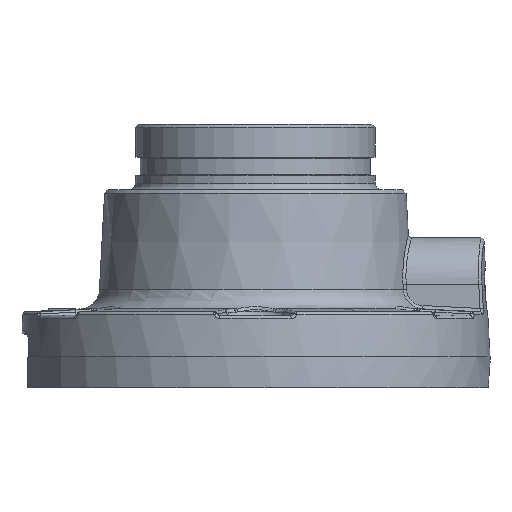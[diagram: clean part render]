
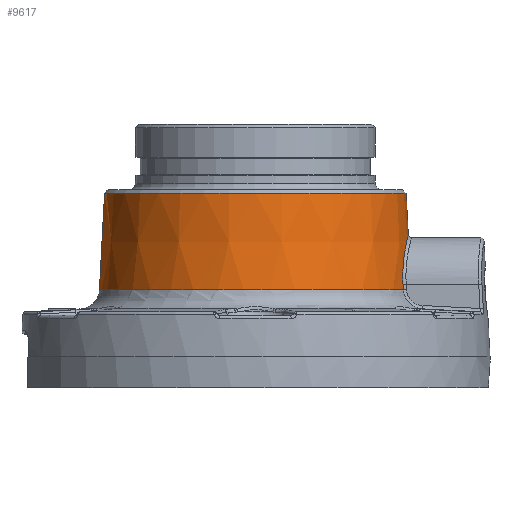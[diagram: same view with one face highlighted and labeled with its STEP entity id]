
A CAD part, left-side view. The second image highlights one B-rep face of the part: STEP entity #9617.
In plain terms, the highlighted conical face has half-angle 3 degrees and reference radius 73.044 mm.
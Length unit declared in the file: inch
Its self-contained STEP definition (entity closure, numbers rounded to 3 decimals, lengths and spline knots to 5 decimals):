
#2521=CARTESIAN_POINT('',(-0.91757,-2.77561,
1.94241));
#3110=CARTESIAN_POINT('',(0.,0.,3.75808));
#3111=DIRECTION('',(0.,0.,-1.));
#3112=DIRECTION('',(0.,-1.,0.));
#3113=AXIS2_PLACEMENT_3D('',#3110,#3111,#3112);
#3115=CARTESIAN_POINT('',(0.,-2.86898,
2.97976));
#3116=CARTESIAN_POINT('',(-0.05929,-2.86898,
2.97975));
#3117=CARTESIAN_POINT('',(-0.17615,-2.86595,
2.96824));
#3118=CARTESIAN_POINT('',(-0.34863,-2.85276,
2.91599));
#3119=CARTESIAN_POINT('',(-0.51011,-2.83271,
2.82899));
#3120=CARTESIAN_POINT('',(-0.65325,-2.8092,
2.70952));
#3121=CARTESIAN_POINT('',(-0.76963,-2.78706,
2.56384));
#3122=CARTESIAN_POINT('',(-0.85448,-2.77086,
2.40011));
#3123=CARTESIAN_POINT('',(-0.90614,-2.76393,
2.22325));
#3124=CARTESIAN_POINT('',(-0.9175,-2.76674,
2.1036));
#3125=CARTESIAN_POINT('',(-0.91753,-2.77008,
2.04276));
#3127=DIRECTION('',(0.,-0.055,-0.998));
#3128=VECTOR('',#3127,0.1005);
#3129=CARTESIAN_POINT('',(-0.91753,-2.77008,
2.04276));
#3130=LINE('',#3129,#3128);
#3131=CARTESIAN_POINT('',(0.,0.,1.94241));
#3132=DIRECTION('',(0.,0.,1.));
#3133=DIRECTION('',(0.,1.,0.));
#3134=AXIS2_PLACEMENT_3D('',#3131,#3132,#3133);
#3149=DIRECTION('',(0.,-0.052,0.999));
#3150=VECTOR('',#3149,1.81817);
#3151=CARTESIAN_POINT('',(0.,2.92334,1.94241));
#3152=LINE('',#3151,#3150);
#3174=DIRECTION('',(0.,0.052,0.999));
#3175=VECTOR('',#3174,0.7794);
#3176=CARTESIAN_POINT('',(0.,-2.86898,
2.97976));
#3177=LINE('',#3176,#3175);
#5416=VERTEX_POINT('',#2521);
#5420=CARTESIAN_POINT('',(-0.91753,-2.77008,
2.04276));
#5421=VERTEX_POINT('',#5420);
#5423=VERTEX_POINT('',#3115);
#5436=CARTESIAN_POINT('',(0.,2.92334,1.94241));
#5437=VERTEX_POINT('',#5436);
#5795=CARTESIAN_POINT('',(0.,-2.82819,3.75808));
#5796=CARTESIAN_POINT('',(0.,2.82819,3.75808));
#5797=VERTEX_POINT('',#5795);
#5798=VERTEX_POINT('',#5796);
#9600=CARTESIAN_POINT('',(0.,0.,2.85025));
#9601=DIRECTION('',(0.,0.,-1.));
#9602=DIRECTION('',(0.,-1.,0.));
#9603=AXIS2_PLACEMENT_3D('',#9600,#9601,#9602);
#9604=CONICAL_SURFACE('',#9603,2.87577,3.);
#9606=ORIENTED_EDGE('',*,*,#9605,.F.);
#9608=ORIENTED_EDGE('',*,*,#9607,.F.);
#9610=ORIENTED_EDGE('',*,*,#9609,.T.);
#9611=ORIENTED_EDGE('',*,*,#9591,.T.);
#9612=ORIENTED_EDGE('',*,*,#8723,.F.);
#9614=ORIENTED_EDGE('',*,*,#9613,.T.);
#9615=EDGE_LOOP('',(#9606,#9608,#9610,#9611,#9612,#9614));
#9616=FACE_OUTER_BOUND('',#9615,.F.);
#3114=CIRCLE('',#3113,2.82819);
#3126=B_SPLINE_CURVE_WITH_KNOTS('',3,(#3115,#3116,#3117,#3118,#3119,#3120,#3121,
#3122,#3123,#3124,#3125),.UNSPECIFIED.,.F.,.F.,(4,1,1,1,1,1,1,1,4),(0.,
0.125,0.25,0.375,0.5,0.625,0.75,0.875,1.),.UNSPECIFIED.);
#3135=CIRCLE('',#3134,2.92334);
#8723=EDGE_CURVE('',#5437,#5416,#3135,.T.);
#9591=EDGE_CURVE('',#5421,#5416,#3130,.T.);
#9605=EDGE_CURVE('',#5797,#5798,#3114,.T.);
#9607=EDGE_CURVE('',#5423,#5797,#3177,.T.);
#9609=EDGE_CURVE('',#5423,#5421,#3126,.T.);
#9613=EDGE_CURVE('',#5437,#5798,#3152,.T.);
#9617=ADVANCED_FACE('',(#9616),#9604,.T.);
